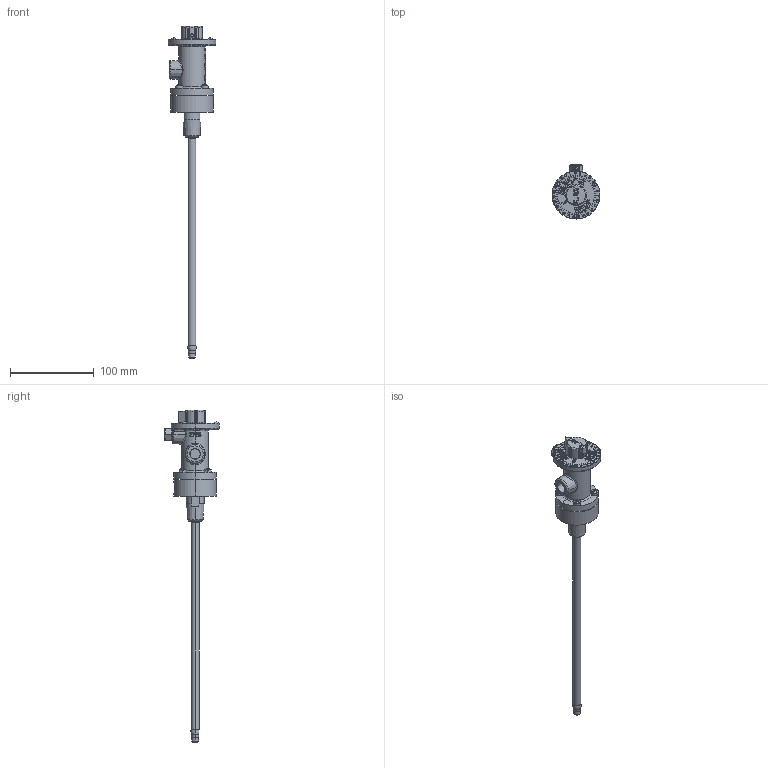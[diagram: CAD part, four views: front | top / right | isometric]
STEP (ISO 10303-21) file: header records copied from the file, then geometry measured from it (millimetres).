
FILE_DESCRIPTION (( 'STEP AP203' ), '1' );
FILE_NAME ('T-12 (HAA).STEP', '2018-05-01T14:10:52', ( '' ), ( '' ), 'SwSTEP 2.0', 'SolidWorks 2016', '' );
FILE_SCHEMA (( 'CONFIG_CONTROL_DESIGN' ));
Length unit declared in the file: inch
Products named in the file (1): T-12 (HAA)
Bounding box: 57.15 x 64.58 x 396.59 mm (x, y, z)
Volume: 160489.6 mm3; surface area: 35691.9 mm2
Topology: 2 solids, 2 shells, 1938 faces, 5141 edges, 3367 vertices
Faces by surface type: plane 1047, bspline 513, cylinder 270, cone 44, sphere 38, torus 26
Entity records: 83580 total; most frequent: CARTESIAN_POINT 38570, ORIENTED_EDGE 10250, DIRECTION 7619, EDGE_CURVE 5125, VERTEX_POINT 3367, VECTOR 3183, LINE 3183, AXIS2_PLACEMENT_3D 2218
